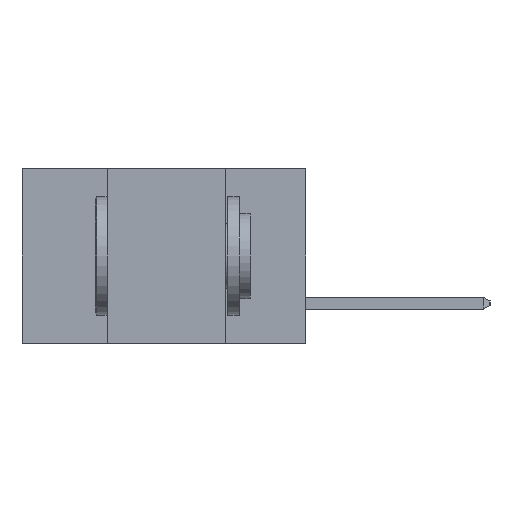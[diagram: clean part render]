
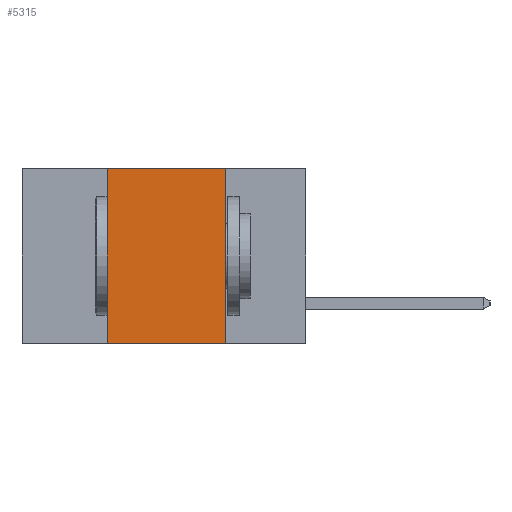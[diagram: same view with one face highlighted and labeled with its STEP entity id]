
A CAD part, left-side view. The second image highlights one B-rep face of the part: STEP entity #5315.
In plain terms, the highlighted planar face has unit normal (-1, 0, 0).
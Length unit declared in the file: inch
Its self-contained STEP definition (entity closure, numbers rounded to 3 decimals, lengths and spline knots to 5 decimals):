
#204 = VERTEX_POINT ( 'NONE', #7218 ) ;
#420 = VECTOR ( 'NONE', #7286, 39.37008 ) ;
#641 = FACE_OUTER_BOUND ( 'NONE', #4164, .T. ) ;
#980 = CARTESIAN_POINT ( 'NONE',  ( 0., 0.17, 0. ) ) ;
#1159 = LINE ( 'NONE', #11648, #6159 ) ;
#1317 = CARTESIAN_POINT ( 'NONE',  ( 0., 0.17, -0.37 ) ) ;
#1476 = EDGE_CURVE ( 'NONE', #11712, #2196, #7859, .T. ) ;
#1648 = VECTOR ( 'NONE', #11687, 39.37008 ) ;
#1657 = PLANE ( 'NONE',  #3791 ) ;
#1714 = ORIENTED_EDGE ( 'NONE', *, *, #1476, .F. ) ;
#2007 = EDGE_CURVE ( 'NONE', #204, #11712, #1159, .T. ) ;
#2196 = VERTEX_POINT ( 'NONE', #1317 ) ;
#2918 = ORIENTED_EDGE ( 'NONE', *, *, #2007, .F. ) ;
#3010 = EDGE_CURVE ( 'NONE', #7098, #204, #11762, .T. ) ;
#3791 = AXIS2_PLACEMENT_3D ( 'NONE', #6869, #5827, #11303 ) ;
#3895 = LINE ( 'NONE', #6437, #1648 ) ;
#4164 = EDGE_LOOP ( 'NONE', ( #1714, #2918, #7405, #9045 ) ) ;
#5315 = ADVANCED_FACE ( 'NONE', ( #641 ), #1657, .F. ) ;
#5827 = DIRECTION ( 'NONE',  ( 1., 0., 0. ) ) ;
#6159 = VECTOR ( 'NONE', #11616, 39.37008 ) ;
#6437 = CARTESIAN_POINT ( 'NONE',  ( 0., 0.6, -0.37 ) ) ;
#6869 = CARTESIAN_POINT ( 'NONE',  ( 0., 0.6, 0. ) ) ;
#7098 = VERTEX_POINT ( 'NONE', #10356 ) ;
#7218 = CARTESIAN_POINT ( 'NONE',  ( 0., 0.42, 0. ) ) ;
#7286 = DIRECTION ( 'NONE',  ( 0., 0., -1. ) ) ;
#7405 = ORIENTED_EDGE ( 'NONE', *, *, #3010, .F. ) ;
#7449 = CARTESIAN_POINT ( 'NONE',  ( 0., 0.17, 0. ) ) ;
#7859 = LINE ( 'NONE', #7449, #420 ) ;
#8140 = CARTESIAN_POINT ( 'NONE',  ( 0., 0.42, 0. ) ) ;
#9045 = ORIENTED_EDGE ( 'NONE', *, *, #9469, .T. ) ;
#9469 = EDGE_CURVE ( 'NONE', #7098, #2196, #3895, .T. ) ;
#9475 = VECTOR ( 'NONE', #10586, 39.37008 ) ;
#10356 = CARTESIAN_POINT ( 'NONE',  ( 0., 0.42, -0.37 ) ) ;
#10586 = DIRECTION ( 'NONE',  ( 0., 0., 1. ) ) ;
#11303 = DIRECTION ( 'NONE',  ( 0., 0., -1. ) ) ;
#11616 = DIRECTION ( 'NONE',  ( 0., -1., 0. ) ) ;
#11648 = CARTESIAN_POINT ( 'NONE',  ( 0., 0.6, 0. ) ) ;
#11687 = DIRECTION ( 'NONE',  ( 0., -1., 0. ) ) ;
#11712 = VERTEX_POINT ( 'NONE', #980 ) ;
#11762 = LINE ( 'NONE', #8140, #9475 ) ;
